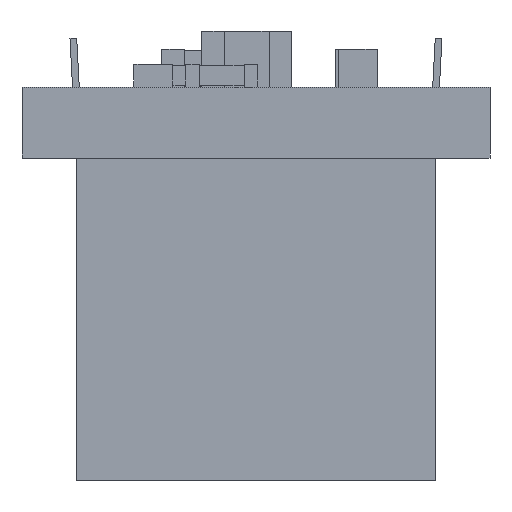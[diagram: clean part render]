
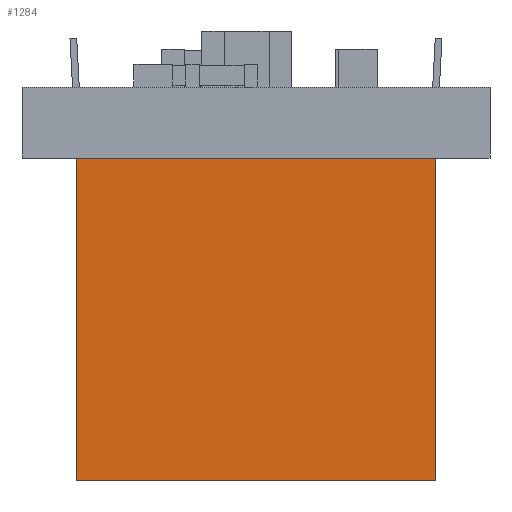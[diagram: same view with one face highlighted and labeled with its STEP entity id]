
A CAD part, front view. The second image highlights one B-rep face of the part: STEP entity #1284.
In plain terms, the highlighted planar face has unit normal (0, -1, 0).
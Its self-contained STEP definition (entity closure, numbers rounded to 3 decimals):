
#882 = DIRECTION ( 'NONE',  ( 0., 0., 1. ) ) ;
#1284 = ADVANCED_FACE ( 'NONE', ( #10707 ), #3157, .F. ) ;
#1980 = DIRECTION ( 'NONE',  ( 0., 1., 0. ) ) ;
#2031 = VECTOR ( 'NONE', #12068, 1000. ) ;
#2187 = CARTESIAN_POINT ( 'NONE',  ( 1.206, 2.982, -8.76 ) ) ;
#2260 = EDGE_LOOP ( 'NONE', ( #9963, #3066, #10172, #10345 ) ) ;
#2292 = VERTEX_POINT ( 'NONE', #2187 ) ;
#2328 = EDGE_CURVE ( 'NONE', #7488, #2292, #13425, .T. ) ;
#2403 = DIRECTION ( 'NONE',  ( -1., 0., 0. ) ) ;
#3066 = ORIENTED_EDGE ( 'NONE', *, *, #14466, .T. ) ;
#3157 = PLANE ( 'NONE',  #4049 ) ;
#3418 = CARTESIAN_POINT ( 'NONE',  ( 9.206, 2.982, -8.76 ) ) ;
#3996 = DIRECTION ( 'NONE',  ( 1., 0., 0. ) ) ;
#4049 = AXIS2_PLACEMENT_3D ( 'NONE', #14719, #1980, #12008 ) ;
#4850 = LINE ( 'NONE', #5161, #10441 ) ;
#5161 = CARTESIAN_POINT ( 'NONE',  ( 0., 2.982, -1.575 ) ) ;
#6351 = VECTOR ( 'NONE', #882, 1000. ) ;
#7488 = VERTEX_POINT ( 'NONE', #11862 ) ;
#8249 = CARTESIAN_POINT ( 'NONE',  ( 1.206, 2.982, -8.76 ) ) ;
#8350 = VERTEX_POINT ( 'NONE', #15478 ) ;
#8837 = LINE ( 'NONE', #8249, #2031 ) ;
#8930 = EDGE_CURVE ( 'NONE', #7488, #13012, #14169, .T. ) ;
#9963 = ORIENTED_EDGE ( 'NONE', *, *, #14264, .F. ) ;
#10020 = VECTOR ( 'NONE', #2403, 1000. ) ;
#10172 = ORIENTED_EDGE ( 'NONE', *, *, #2328, .F. ) ;
#10345 = ORIENTED_EDGE ( 'NONE', *, *, #8930, .T. ) ;
#10441 = VECTOR ( 'NONE', #3996, 1000. ) ;
#10707 = FACE_OUTER_BOUND ( 'NONE', #2260, .T. ) ;
#11862 = CARTESIAN_POINT ( 'NONE',  ( 9.206, 2.982, -8.76 ) ) ;
#12008 = DIRECTION ( 'NONE',  ( 1., 0., 0. ) ) ;
#12068 = DIRECTION ( 'NONE',  ( 0., 0., -1. ) ) ;
#13012 = VERTEX_POINT ( 'NONE', #16569 ) ;
#13425 = LINE ( 'NONE', #15157, #10020 ) ;
#14169 = LINE ( 'NONE', #3418, #6351 ) ;
#14264 = EDGE_CURVE ( 'NONE', #8350, #13012, #4850, .T. ) ;
#14466 = EDGE_CURVE ( 'NONE', #8350, #2292, #8837, .T. ) ;
#14719 = CARTESIAN_POINT ( 'NONE',  ( 9.206, 2.982, -8.76 ) ) ;
#15157 = CARTESIAN_POINT ( 'NONE',  ( 9.206, 2.982, -8.76 ) ) ;
#15478 = CARTESIAN_POINT ( 'NONE',  ( 1.206, 2.982, -1.575 ) ) ;
#16569 = CARTESIAN_POINT ( 'NONE',  ( 9.206, 2.982, -1.575 ) ) ;
